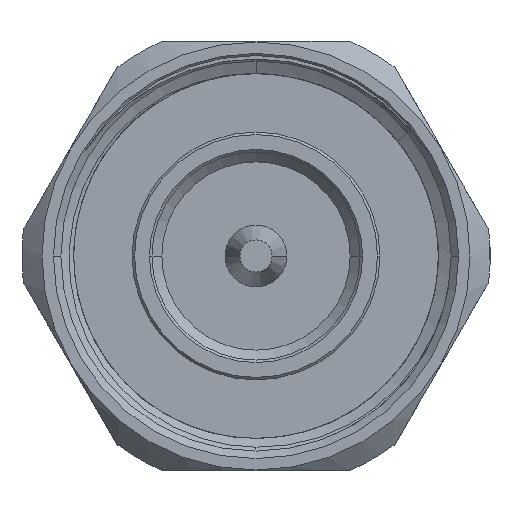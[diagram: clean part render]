
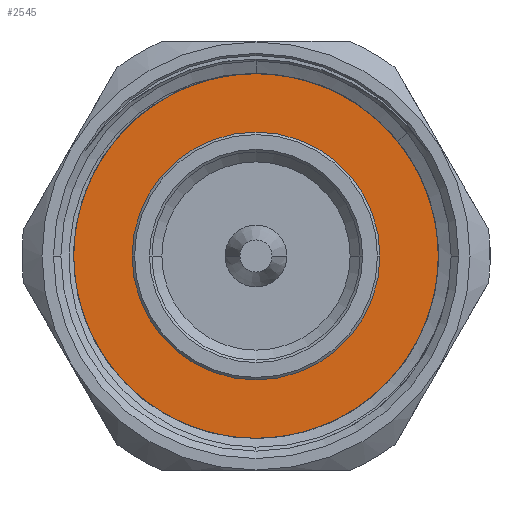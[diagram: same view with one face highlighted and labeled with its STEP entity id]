
A CAD part, left-side view. The second image highlights one B-rep face of the part: STEP entity #2545.
In plain terms, the highlighted planar face has unit normal (-1, 0, 0).
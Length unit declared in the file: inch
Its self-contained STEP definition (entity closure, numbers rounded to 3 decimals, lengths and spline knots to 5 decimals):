
#25 = CARTESIAN_POINT ( 'NONE',  ( 0.3317, -0.259, -0.29645 ) ) ;
#43 = CARTESIAN_POINT ( 'NONE',  ( 0.3317, 0.02643, -0.38387 ) ) ;
#60 = CARTESIAN_POINT ( 'NONE',  ( 0.3317, 0.31944, -0.19606 ) ) ;
#95 = CARTESIAN_POINT ( 'NONE',  ( 0.3317, 0.24999, 0. ) ) ;
#163 = DIRECTION ( 'NONE',  ( 0., -1., 0. ) ) ;
#218 = EDGE_CURVE ( 'NONE', #1946, #229, #731, .T. ) ;
#229 = VERTEX_POINT ( 'NONE', #1982 ) ;
#348 = AXIS2_PLACEMENT_3D ( 'NONE', #3598, #380, #1853 ) ;
#369 = DIRECTION ( 'NONE',  ( 1., 0., 0. ) ) ;
#380 = DIRECTION ( 'NONE',  ( -1., 0., 0. ) ) ;
#389 = DIRECTION ( 'NONE',  ( 0., -1., 0. ) ) ;
#400 = CARTESIAN_POINT ( 'NONE',  ( 0.3317, 0.34982, -0.12826 ) ) ;
#426 = CARTESIAN_POINT ( 'NONE',  ( 0.3317, 0.07264, -0.37827 ) ) ;
#489 = EDGE_CURVE ( 'NONE', #4000, #2289, #2182, .T. ) ;
#723 = ORIENTED_EDGE ( 'NONE', *, *, #218, .T. ) ;
#731 = LINE ( 'NONE', #3676, #2630 ) ;
#751 = ORIENTED_EDGE ( 'NONE', *, *, #1573, .T. ) ;
#759 = DIRECTION ( 'NONE',  ( 1., 0., 0. ) ) ;
#767 = CARTESIAN_POINT ( 'NONE',  ( 0.3317, 0.36797, -0.03733 ) ) ;
#785 = CARTESIAN_POINT ( 'NONE',  ( 0.3317, 0.01709, -0.38465 ) ) ;
#1056 = CARTESIAN_POINT ( 'NONE',  ( 0.3317, 0.36833, 0. ) ) ;
#1105 = CARTESIAN_POINT ( 'NONE',  ( 0.3317, 0.35974, -0.0927 ) ) ;
#1137 = CARTESIAN_POINT ( 'NONE',  ( 0.3317, -0.14696, -0.36127 ) ) ;
#1154 = CARTESIAN_POINT ( 'NONE',  ( 0.3317, -0.00149, -0.38553 ) ) ;
#1181 = DIRECTION ( 'NONE',  ( 0., -1., 0. ) ) ;
#1208 = CARTESIAN_POINT ( 'NONE',  ( 0.3317, 0., 0. ) ) ;
#1364 = AXIS2_PLACEMENT_3D ( 'NONE', #1652, #2376, #1638 ) ;
#1495 = CARTESIAN_POINT ( 'NONE',  ( 0.3317, 0.34356, -0.14563 ) ) ;
#1521 = EDGE_LOOP ( 'NONE', ( #723, #751, #3433, #3122 ) ) ;
#1526 = CARTESIAN_POINT ( 'NONE',  ( 0.3317, 0.36341, -0.07443 ) ) ;
#1573 = EDGE_CURVE ( 'NONE', #229, #1869, #2067, .T. ) ;
#1579 = EDGE_CURVE ( 'NONE', #3860, #1946, #3922, .T. ) ;
#1638 = DIRECTION ( 'NONE',  ( 0., -1., 0. ) ) ;
#1652 = CARTESIAN_POINT ( 'NONE',  ( 0.3317, 0., 0. ) ) ;
#1664 = AXIS2_PLACEMENT_3D ( 'NONE', #4609, #369, #2501 ) ;
#1739 = CARTESIAN_POINT ( 'NONE',  ( 0.3317, 0.3937, 0. ) ) ;
#1757 = EDGE_CURVE ( 'NONE', #1869, #3860, #3541, .T. ) ;
#1825 = CARTESIAN_POINT ( 'NONE',  ( 0.3317, -0.24435, -0.30799 ) ) ;
#1853 = DIRECTION ( 'NONE',  ( 0., -1., 0. ) ) ;
#1869 = VERTEX_POINT ( 'NONE', #3756 ) ;
#1946 = VERTEX_POINT ( 'NONE', #1739 ) ;
#1982 = CARTESIAN_POINT ( 'NONE',  ( 0.3317, 0.36833, 0. ) ) ;
#2024 = PLANE ( 'NONE',  #1364 ) ;
#2067 = B_SPLINE_CURVE_WITH_KNOTS ( 'NONE', 3,
 ( #1056, #2533, #767, #1526, #1105, #400, #1495, #4350, #60, #2514, #3581, #3244, #2582, #2178, #3970, #4305, #2876, #3233, #426, #43, #785, #1154, #3569, #2931, #2921, #4317, #2547, #1137, #3920, #3956, #3942, #1825, #25, #3258 ),
 .UNSPECIFIED., .F., .F.,
 ( 4, 2, 2, 2, 2, 2, 2, 2, 2, 2, 2, 2, 2, 2, 2, 2, 4 ),
 ( 0., 0.00142, 0.00284, 0.00426, 0.00568, 0.0071, 0.00853, 0.00995, 0.01137, 0.01421, 0.01492, 0.01563, 0.01705, 0.01847, 0.01989, 0.02131, 0.02273 ),
 .UNSPECIFIED. ) ;
#2178 = CARTESIAN_POINT ( 'NONE',  ( 0.3317, 0.22225, -0.30698 ) ) ;
#2182 = CIRCLE ( 'NONE', #2385, 0.24999 ) ;
#2272 = DIRECTION ( 'NONE',  ( -1., 0., 0. ) ) ;
#2289 = VERTEX_POINT ( 'NONE', #95 ) ;
#2294 = CARTESIAN_POINT ( 'NONE',  ( 0.3317, -0.24999, 0. ) ) ;
#2376 = DIRECTION ( 'NONE',  ( -1., 0., 0. ) ) ;
#2385 = AXIS2_PLACEMENT_3D ( 'NONE', #4611, #759, #389 ) ;
#2449 = ORIENTED_EDGE ( 'NONE', *, *, #489, .T. ) ;
#2501 = DIRECTION ( 'NONE',  ( 0., -1., 0. ) ) ;
#2514 = CARTESIAN_POINT ( 'NONE',  ( 0.3317, 0.29945, -0.22719 ) ) ;
#2533 = CARTESIAN_POINT ( 'NONE',  ( 0.3317, 0.36886, -0.01871 ) ) ;
#2545 = ADVANCED_FACE ( 'NONE', ( #3812, #3320 ), #2024, .T. ) ;
#2547 = CARTESIAN_POINT ( 'NONE',  ( 0.3317, -0.11165, -0.37259 ) ) ;
#2558 = CIRCLE ( 'NONE', #1664, 0.24999 ) ;
#2582 = CARTESIAN_POINT ( 'NONE',  ( 0.3317, 0.25057, -0.28294 ) ) ;
#2630 = VECTOR ( 'NONE', #163, 39.37008 ) ;
#2876 = CARTESIAN_POINT ( 'NONE',  ( 0.3317, 0.15955, -0.34614 ) ) ;
#2921 = CARTESIAN_POINT ( 'NONE',  ( 0.3317, -0.05683, -0.38319 ) ) ;
#2931 = CARTESIAN_POINT ( 'NONE',  ( 0.3317, -0.03846, -0.38495 ) ) ;
#3122 = ORIENTED_EDGE ( 'NONE', *, *, #1579, .T. ) ;
#3233 = CARTESIAN_POINT ( 'NONE',  ( 0.3317, 0.10823, -0.36857 ) ) ;
#3244 = CARTESIAN_POINT ( 'NONE',  ( 0.3317, 0.26397, -0.26976 ) ) ;
#3258 = CARTESIAN_POINT ( 'NONE',  ( 0.3317, -0.27282, -0.28385 ) ) ;
#3320 = FACE_BOUND ( 'NONE', #4061, .T. ) ;
#3433 = ORIENTED_EDGE ( 'NONE', *, *, #1757, .T. ) ;
#3541 = CIRCLE ( 'NONE', #4257, 0.3937 ) ;
#3569 = CARTESIAN_POINT ( 'NONE',  ( 0.3317, -0.01075, -0.38563 ) ) ;
#3581 = CARTESIAN_POINT ( 'NONE',  ( 0.3317, 0.28835, -0.24193 ) ) ;
#3598 = CARTESIAN_POINT ( 'NONE',  ( 0.3317, 0., 0. ) ) ;
#3676 = CARTESIAN_POINT ( 'NONE',  ( 0.3317, 0.3937, 0. ) ) ;
#3756 = CARTESIAN_POINT ( 'NONE',  ( 0.3317, -0.27282, -0.28385 ) ) ;
#3812 = FACE_OUTER_BOUND ( 'NONE', #1521, .T. ) ;
#3814 = EDGE_CURVE ( 'NONE', #2289, #4000, #2558, .T. ) ;
#3860 = VERTEX_POINT ( 'NONE', #4293 ) ;
#3920 = CARTESIAN_POINT ( 'NONE',  ( 0.3317, -0.16408, -0.3544 ) ) ;
#3922 = CIRCLE ( 'NONE', #348, 0.3937 ) ;
#3942 = CARTESIAN_POINT ( 'NONE',  ( 0.3317, -0.21342, -0.32895 ) ) ;
#3956 = CARTESIAN_POINT ( 'NONE',  ( 0.3317, -0.19728, -0.33825 ) ) ;
#3970 = CARTESIAN_POINT ( 'NONE',  ( 0.3317, 0.20734, -0.31787 ) ) ;
#4000 = VERTEX_POINT ( 'NONE', #2294 ) ;
#4061 = EDGE_LOOP ( 'NONE', ( #2449, #4303 ) ) ;
#4257 = AXIS2_PLACEMENT_3D ( 'NONE', #1208, #2272, #1181 ) ;
#4293 = CARTESIAN_POINT ( 'NONE',  ( 0.3317, -0.3937, 0. ) ) ;
#4303 = ORIENTED_EDGE ( 'NONE', *, *, #3814, .T. ) ;
#4305 = CARTESIAN_POINT ( 'NONE',  ( 0.3317, 0.17602, -0.33744 ) ) ;
#4317 = CARTESIAN_POINT ( 'NONE',  ( 0.3317, -0.09337, -0.37703 ) ) ;
#4350 = CARTESIAN_POINT ( 'NONE',  ( 0.3317, 0.32839, -0.17951 ) ) ;
#4609 = CARTESIAN_POINT ( 'NONE',  ( 0.3317, 0., 0. ) ) ;
#4611 = CARTESIAN_POINT ( 'NONE',  ( 0.3317, 0., 0. ) ) ;
